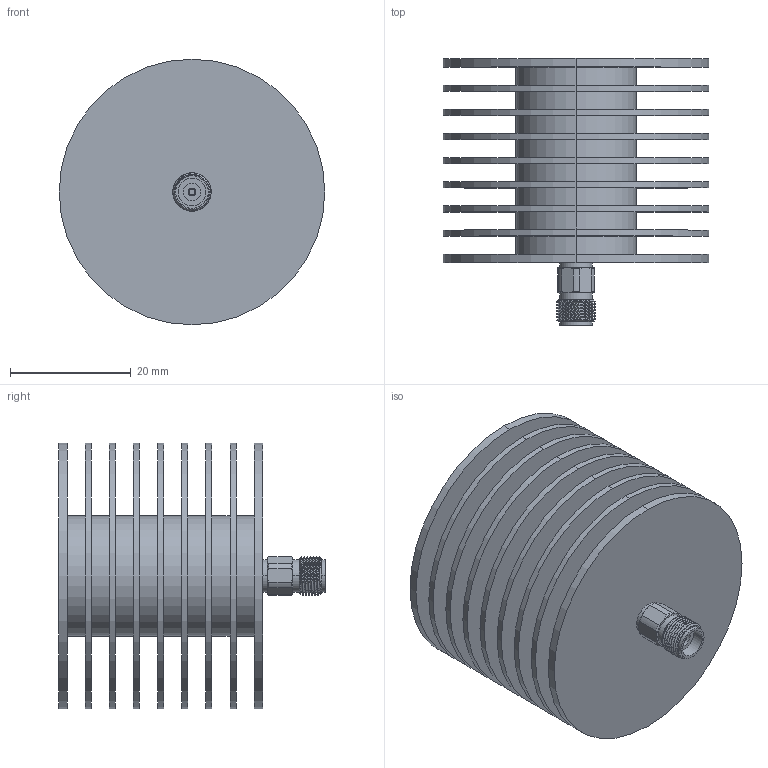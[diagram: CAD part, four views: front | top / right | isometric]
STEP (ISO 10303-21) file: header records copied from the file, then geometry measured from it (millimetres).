
FILE_DESCRIPTION (( 'STEP AP214' ), '1' );
FILE_NAME ('CM-KF-43-2.STEP', '2025-12-09T18:11:11', ( '' ), ( '' ), 'SwSTEP 2.0', 'SolidWorks 2021', '' );
FILE_SCHEMA (( 'AUTOMOTIVE_DESIGN' ));
Length unit declared in the file: inch
Products named in the file (1): CM-KF-43-2
Bounding box: 44 x 44.2 x 44 mm (x, y, z)
Volume: 22660.7 mm3; surface area: 25765.8 mm2
Topology: 3 solids, 3 shells, 153 faces, 356 edges, 233 vertices
Faces by surface type: cylinder 75, plane 58, cone 18, bspline 2
Entity records: 7643 total; most frequent: CARTESIAN_POINT 2104, DIRECTION 754, ORIENTED_EDGE 712, EDGE_CURVE 356, AXIS2_PLACEMENT_3D 310, VERTEX_POINT 233, EDGE_LOOP 179, CIRCLE 158
